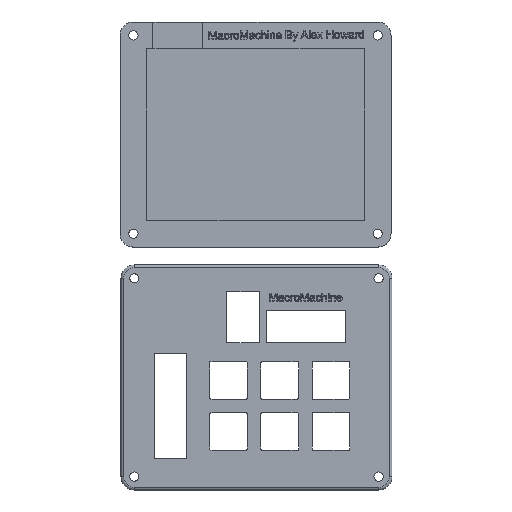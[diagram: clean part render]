
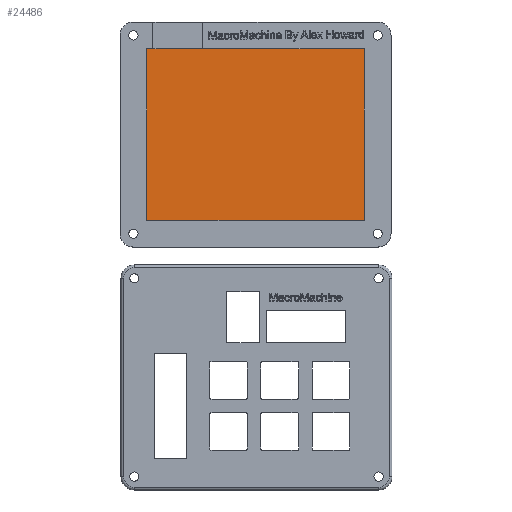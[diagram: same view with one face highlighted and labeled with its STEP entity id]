
A CAD part, top view. The second image highlights one B-rep face of the part: STEP entity #24486.
In plain terms, the highlighted planar face has unit normal (0, 0, 1).
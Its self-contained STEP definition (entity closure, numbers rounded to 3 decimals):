
#517=PLANE('',#25581);
#1360=FACE_OUTER_BOUND('',#2750,.T.);
#2750=EDGE_LOOP('',(#18542,#18543,#18544,#18545));
#4495=LINE('',#37495,#6638);
#4497=LINE('',#37499,#6640);
#4498=LINE('',#37501,#6641);
#4499=LINE('',#37502,#6642);
#6638=VECTOR('',#27324,10.);
#6640=VECTOR('',#27328,10.);
#6641=VECTOR('',#27329,10.);
#6642=VECTOR('',#27330,10.);
#10421=VERTEX_POINT('',#37492);
#10422=VERTEX_POINT('',#37494);
#10423=VERTEX_POINT('',#37498);
#10424=VERTEX_POINT('',#37500);
#13389=EDGE_CURVE('',#10421,#10422,#4495,.T.);
#13391=EDGE_CURVE('',#10423,#10421,#4497,.T.);
#13392=EDGE_CURVE('',#10424,#10423,#4498,.T.);
#13393=EDGE_CURVE('',#10422,#10424,#4499,.T.);
#18542=ORIENTED_EDGE('',*,*,#13391,.F.);
#18543=ORIENTED_EDGE('',*,*,#13392,.F.);
#18544=ORIENTED_EDGE('',*,*,#13393,.F.);
#18545=ORIENTED_EDGE('',*,*,#13389,.F.);
#24486=ADVANCED_FACE('',(#1360),#517,.T.);
#25581=AXIS2_PLACEMENT_3D('',#37497,#27326,#27327);
#27324=DIRECTION('',(1.,0.,0.));
#27326=DIRECTION('center_axis',(0.,0.,1.));
#27327=DIRECTION('ref_axis',(1.,0.,0.));
#27328=DIRECTION('',(0.,1.,0.));
#27329=DIRECTION('',(-1.,0.,0.));
#27330=DIRECTION('',(0.,-1.,0.));
#37492=CARTESIAN_POINT('',(-5.8,68.7,3.));
#37494=CARTESIAN_POINT('',(75.,68.7,3.));
#37495=CARTESIAN_POINT('',(14.4,68.7,3.));
#37497=CARTESIAN_POINT('Origin',(34.6,36.85,3.));
#37498=CARTESIAN_POINT('',(-5.8,5.,3.));
#37499=CARTESIAN_POINT('',(-5.8,20.925,3.));
#37500=CARTESIAN_POINT('',(75.,5.,3.));
#37501=CARTESIAN_POINT('',(54.8,5.,3.));
#37502=CARTESIAN_POINT('',(75.,52.775,3.));
